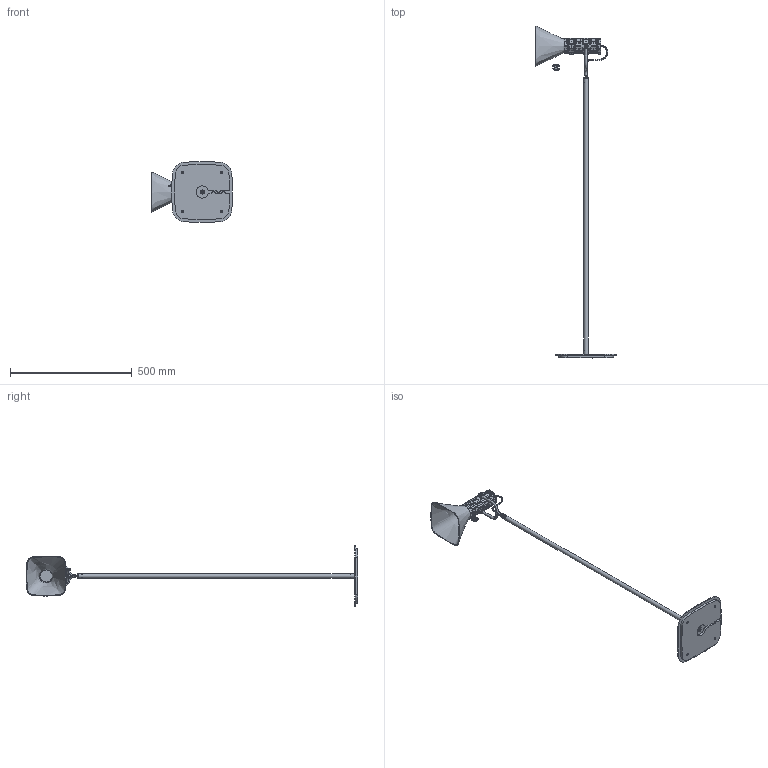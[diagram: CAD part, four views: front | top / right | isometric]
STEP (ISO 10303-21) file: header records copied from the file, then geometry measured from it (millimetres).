
FILE_DESCRIPTION(/* description */ (''),/* implementation_level */ '2;1');
FILE_NAME(/* name */ 'WILMOTTE_LETTURA.stp',/* time_stamp */ '2014-03-03T09:25:20+01:00',/* author */ (''),/* organization */ (''),/* preprocessor_version */ 'ST-DEVELOPER v11',/* originating_system */ 'SIEMENS PLM Software NX 7.5',/* authorisation */ '');
FILE_SCHEMA (('CONFIG_CONTROL_DESIGN'));
Products named in the file (1): Andr196Bup7r
Bounding box: 332.16 x 1362.66 x 249.3 mm (x, y, z)
Volume: 1222588.5 mm3; surface area: 559339.5 mm2
Topology: 41 solids, 908 shells, 2789 faces, 9710 edges, 7979 vertices
Faces by surface type: plane 1700, cylinder 451, bspline 441, torus 100, cone 61, sphere 30, revolution 6
Full cylindrical faces by diameter (mm): 2 x2, 2.135 x6, 2.2 x2, 2.5 x9, 3 x7, 3.5 x2, 4 x6, 4.5 x2, 5 x11, 5.3 x6, 5.4 x3, 5.9 x1, 6 x5, 6.6 x4, 6.8 x2, 7 x6, 7.6 x4, 7.794 x3, 7.9 x4, 8 x3, 8.2 x4, 8.9 x1, 8.985 x1, 9 x2, 10.6 x2, 12 x2, 12.5 x2, 12.782 x1, 13 x1, 13.2 x2
Entity records: 126921 total; most frequent: CARTESIAN_POINT 53475, ORIENTED_EDGE 13866, DIRECTION 11059, EDGE_CURVE 9386, VERTEX_POINT 7897, LINE 4797, VECTOR 4797, B_SPLINE_CURVE_WITH_KNOTS 3760
